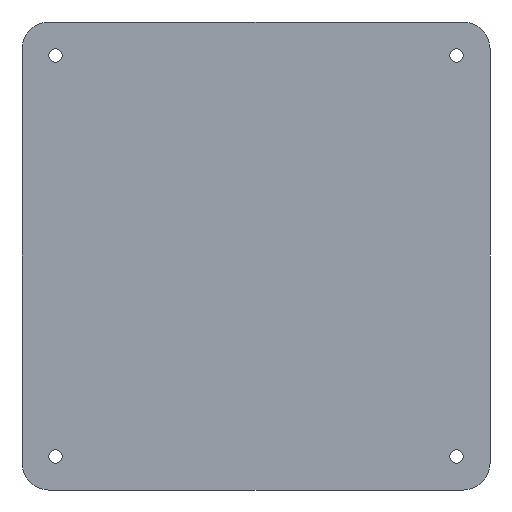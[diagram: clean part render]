
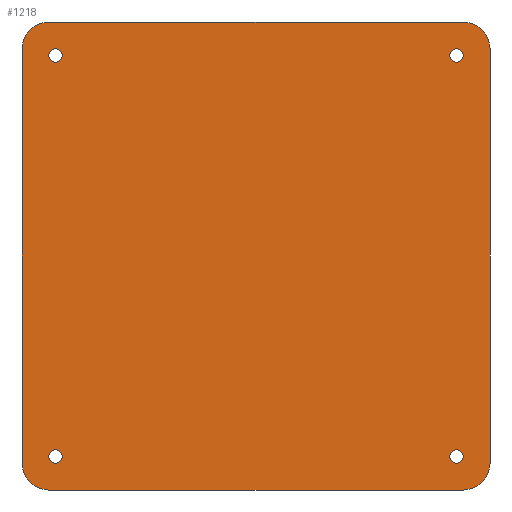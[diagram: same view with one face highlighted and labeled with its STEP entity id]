
A CAD part, front view. The second image highlights one B-rep face of the part: STEP entity #1218.
In plain terms, the highlighted planar face has unit normal (0, -1, 0).
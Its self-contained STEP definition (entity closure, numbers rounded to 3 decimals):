
#53=FACE_BOUND('',#232,.T.);
#54=FACE_BOUND('',#233,.T.);
#55=FACE_BOUND('',#234,.T.);
#56=FACE_BOUND('',#235,.T.);
#80=PLANE('',#1370);
#141=FACE_OUTER_BOUND('',#231,.T.);
#231=EDGE_LOOP('',(#1076,#1077,#1078,#1079,#1080,#1081,#1082,#1083));
#232=EDGE_LOOP('',(#1084));
#233=EDGE_LOOP('',(#1085));
#234=EDGE_LOOP('',(#1086));
#235=EDGE_LOOP('',(#1087));
#326=LINE('',#2142,#420);
#328=LINE('',#2146,#422);
#329=LINE('',#2150,#423);
#330=LINE('',#2154,#424);
#420=VECTOR('',#1706,10.);
#422=VECTOR('',#1710,10.);
#423=VECTOR('',#1713,10.);
#424=VECTOR('',#1716,10.);
#494=CIRCLE('',#1368,20.);
#495=CIRCLE('',#1371,20.);
#496=CIRCLE('',#1372,20.);
#497=CIRCLE('',#1373,20.);
#498=CIRCLE('',#1374,5.053);
#499=CIRCLE('',#1375,5.053);
#500=CIRCLE('',#1376,5.053);
#501=CIRCLE('',#1377,5.053);
#606=VERTEX_POINT('',#2135);
#607=VERTEX_POINT('',#2137);
#608=VERTEX_POINT('',#2141);
#609=VERTEX_POINT('',#2145);
#610=VERTEX_POINT('',#2147);
#611=VERTEX_POINT('',#2149);
#612=VERTEX_POINT('',#2151);
#613=VERTEX_POINT('',#2153);
#614=VERTEX_POINT('',#2156);
#615=VERTEX_POINT('',#2158);
#616=VERTEX_POINT('',#2160);
#617=VERTEX_POINT('',#2162);
#765=EDGE_CURVE('',#606,#607,#494,.T.);
#767=EDGE_CURVE('',#607,#608,#326,.T.);
#769=EDGE_CURVE('',#609,#606,#328,.T.);
#770=EDGE_CURVE('',#610,#609,#495,.T.);
#771=EDGE_CURVE('',#611,#610,#329,.T.);
#772=EDGE_CURVE('',#612,#611,#496,.T.);
#773=EDGE_CURVE('',#613,#612,#330,.T.);
#774=EDGE_CURVE('',#608,#613,#497,.T.);
#775=EDGE_CURVE('',#614,#614,#498,.T.);
#776=EDGE_CURVE('',#615,#615,#499,.T.);
#777=EDGE_CURVE('',#616,#616,#500,.T.);
#778=EDGE_CURVE('',#617,#617,#501,.T.);
#1076=ORIENTED_EDGE('',*,*,#765,.F.);
#1077=ORIENTED_EDGE('',*,*,#769,.F.);
#1078=ORIENTED_EDGE('',*,*,#770,.F.);
#1079=ORIENTED_EDGE('',*,*,#771,.F.);
#1080=ORIENTED_EDGE('',*,*,#772,.F.);
#1081=ORIENTED_EDGE('',*,*,#773,.F.);
#1082=ORIENTED_EDGE('',*,*,#774,.F.);
#1083=ORIENTED_EDGE('',*,*,#767,.F.);
#1084=ORIENTED_EDGE('',*,*,#775,.T.);
#1085=ORIENTED_EDGE('',*,*,#776,.T.);
#1086=ORIENTED_EDGE('',*,*,#777,.T.);
#1087=ORIENTED_EDGE('',*,*,#778,.T.);
#1218=ADVANCED_FACE('',(#141,#53,#54,#55,#56),#80,.F.);
#1368=AXIS2_PLACEMENT_3D('',#2138,#1701,#1702);
#1370=AXIS2_PLACEMENT_3D('',#2144,#1708,#1709);
#1371=AXIS2_PLACEMENT_3D('',#2148,#1711,#1712);
#1372=AXIS2_PLACEMENT_3D('',#2152,#1714,#1715);
#1373=AXIS2_PLACEMENT_3D('',#2155,#1717,#1718);
#1374=AXIS2_PLACEMENT_3D('',#2157,#1719,#1720);
#1375=AXIS2_PLACEMENT_3D('',#2159,#1721,#1722);
#1376=AXIS2_PLACEMENT_3D('',#2161,#1723,#1724);
#1377=AXIS2_PLACEMENT_3D('',#2163,#1725,#1726);
#1701=DIRECTION('center_axis',(0.,1.,0.));
#1702=DIRECTION('ref_axis',(-0.707,0.,0.707));
#1706=DIRECTION('',(1.,0.,0.));
#1708=DIRECTION('center_axis',(0.,1.,0.));
#1709=DIRECTION('ref_axis',(0.,0.,1.));
#1710=DIRECTION('',(0.,0.,1.));
#1711=DIRECTION('center_axis',(0.,1.,0.));
#1712=DIRECTION('ref_axis',(-0.707,0.,-0.707));
#1713=DIRECTION('',(-1.,0.,0.));
#1714=DIRECTION('center_axis',(0.,1.,0.));
#1715=DIRECTION('ref_axis',(0.707,0.,-0.707));
#1716=DIRECTION('',(0.,0.,-1.));
#1717=DIRECTION('center_axis',(0.,1.,0.));
#1718=DIRECTION('ref_axis',(0.707,0.,0.707));
#1719=DIRECTION('center_axis',(0.,1.,0.));
#1720=DIRECTION('ref_axis',(1.,0.,0.));
#1721=DIRECTION('center_axis',(0.,1.,0.));
#1722=DIRECTION('ref_axis',(1.,0.,0.));
#1723=DIRECTION('center_axis',(0.,1.,0.));
#1724=DIRECTION('ref_axis',(1.,0.,0.));
#1725=DIRECTION('center_axis',(0.,1.,0.));
#1726=DIRECTION('ref_axis',(1.,0.,0.));
#2135=CARTESIAN_POINT('',(-175.,0.,155.));
#2137=CARTESIAN_POINT('',(-155.,0.,175.));
#2138=CARTESIAN_POINT('Origin',(-155.,0.,155.));
#2141=CARTESIAN_POINT('',(155.,0.,175.));
#2142=CARTESIAN_POINT('',(-175.,0.,175.));
#2144=CARTESIAN_POINT('Origin',(0.,0.,0.));
#2145=CARTESIAN_POINT('',(-175.,0.,-155.));
#2146=CARTESIAN_POINT('',(-175.,0.,-175.));
#2147=CARTESIAN_POINT('',(-155.,0.,-175.));
#2148=CARTESIAN_POINT('Origin',(-155.,0.,-155.));
#2149=CARTESIAN_POINT('',(155.,0.,-175.));
#2150=CARTESIAN_POINT('',(175.,0.,-175.));
#2151=CARTESIAN_POINT('',(175.,0.,-155.));
#2152=CARTESIAN_POINT('Origin',(155.,0.,-155.));
#2153=CARTESIAN_POINT('',(175.,0.,155.));
#2154=CARTESIAN_POINT('',(175.,0.,175.));
#2155=CARTESIAN_POINT('Origin',(155.,0.,155.));
#2156=CARTESIAN_POINT('',(144.947,0.,-150.));
#2157=CARTESIAN_POINT('Origin',(150.,0.,-150.));
#2158=CARTESIAN_POINT('',(-155.053,0.,150.));
#2159=CARTESIAN_POINT('Origin',(-150.,0.,150.));
#2160=CARTESIAN_POINT('',(-155.053,0.,-150.));
#2161=CARTESIAN_POINT('Origin',(-150.,0.,-150.));
#2162=CARTESIAN_POINT('',(144.947,0.,150.));
#2163=CARTESIAN_POINT('Origin',(150.,0.,150.));
